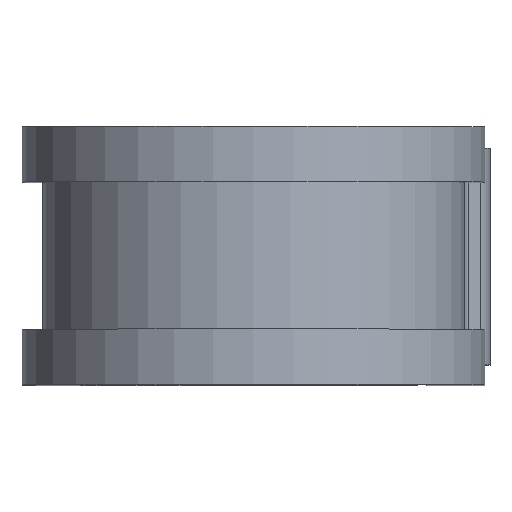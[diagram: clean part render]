
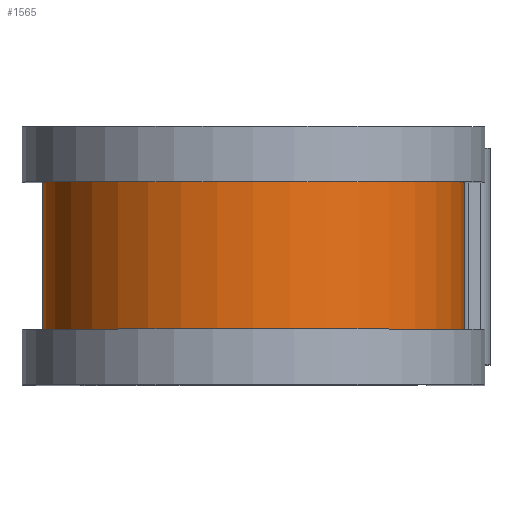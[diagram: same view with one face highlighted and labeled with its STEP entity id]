
A CAD part, top view. The second image highlights one B-rep face of the part: STEP entity #1565.
In plain terms, the highlighted cylindrical face has radius 15.443 mm (diameter 30.886 mm), a partial arc.
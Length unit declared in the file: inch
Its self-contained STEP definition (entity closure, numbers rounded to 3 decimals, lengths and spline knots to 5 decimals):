
#33 = VERTEX_POINT ( 'NONE', #533 ) ;
#187 = FACE_OUTER_BOUND ( 'NONE', #1355, .T. ) ;
#256 = VERTEX_POINT ( 'NONE', #855 ) ;
#276 = EDGE_CURVE ( 'NONE', #872, #33, #1939, .T. ) ;
#278 = ORIENTED_EDGE ( 'NONE', *, *, #1140, .T. ) ;
#390 = DIRECTION ( 'NONE',  ( 0., -1., 0. ) ) ;
#432 = VERTEX_POINT ( 'NONE', #1417 ) ;
#519 = ORIENTED_EDGE ( 'NONE', *, *, #276, .F. ) ;
#533 = CARTESIAN_POINT ( 'NONE',  ( 0.608, -0.2125, 1. ) ) ;
#672 = DIRECTION ( 'NONE',  ( 0., -1., 0. ) ) ;
#688 = CIRCLE ( 'NONE', #1339, 0.608 ) ;
#821 = DIRECTION ( 'NONE',  ( 0., -1., 0. ) ) ;
#855 = CARTESIAN_POINT ( 'NONE',  ( -0.608, 0.2125, 1. ) ) ;
#865 = DIRECTION ( 'NONE',  ( 0., 0., -1. ) ) ;
#872 = VERTEX_POINT ( 'NONE', #1813 ) ;
#897 = CARTESIAN_POINT ( 'NONE',  ( 0.608, 0.3125, 1. ) ) ;
#907 = CIRCLE ( 'NONE', #1299, 0.608 ) ;
#956 = CARTESIAN_POINT ( 'NONE',  ( 0., -0.2125, 1. ) ) ;
#1113 = DIRECTION ( 'NONE',  ( 0., 0., -1. ) ) ;
#1140 = EDGE_CURVE ( 'NONE', #872, #256, #688, .T. ) ;
#1299 = AXIS2_PLACEMENT_3D ( 'NONE', #956, #1962, #1113 ) ;
#1339 = AXIS2_PLACEMENT_3D ( 'NONE', #1712, #821, #1848 ) ;
#1352 = CARTESIAN_POINT ( 'NONE',  ( -0.608, 0.3125, 1. ) ) ;
#1355 = EDGE_LOOP ( 'NONE', ( #519, #278, #1584, #2029 ) ) ;
#1417 = CARTESIAN_POINT ( 'NONE',  ( -0.608, -0.2125, 1. ) ) ;
#1502 = DIRECTION ( 'NONE',  ( 0., -1., 0. ) ) ;
#1565 = ADVANCED_FACE ( 'NONE', ( #187 ), #2100, .T. ) ;
#1584 = ORIENTED_EDGE ( 'NONE', *, *, #1768, .T. ) ;
#1712 = CARTESIAN_POINT ( 'NONE',  ( 0., 0.2125, 1. ) ) ;
#1721 = VECTOR ( 'NONE', #1502, 39.37008 ) ;
#1765 = LINE ( 'NONE', #1352, #1721 ) ;
#1768 = EDGE_CURVE ( 'NONE', #256, #432, #1765, .T. ) ;
#1813 = CARTESIAN_POINT ( 'NONE',  ( 0.608, 0.2125, 1. ) ) ;
#1848 = DIRECTION ( 'NONE',  ( 0., 0., -1. ) ) ;
#1850 = VECTOR ( 'NONE', #390, 39.37008 ) ;
#1877 = CARTESIAN_POINT ( 'NONE',  ( 0., 0.3125, 1. ) ) ;
#1887 = EDGE_CURVE ( 'NONE', #33, #432, #907, .T. ) ;
#1939 = LINE ( 'NONE', #897, #1850 ) ;
#1962 = DIRECTION ( 'NONE',  ( 0., -1., 0. ) ) ;
#2029 = ORIENTED_EDGE ( 'NONE', *, *, #1887, .F. ) ;
#2031 = AXIS2_PLACEMENT_3D ( 'NONE', #1877, #672, #865 ) ;
#2100 = CYLINDRICAL_SURFACE ( 'NONE', #2031, 0.608 ) ;
